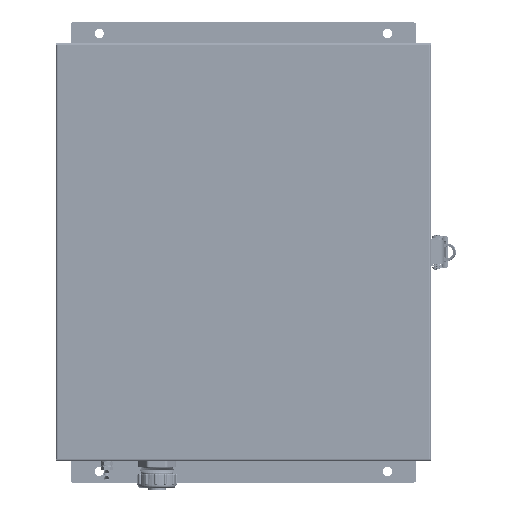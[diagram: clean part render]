
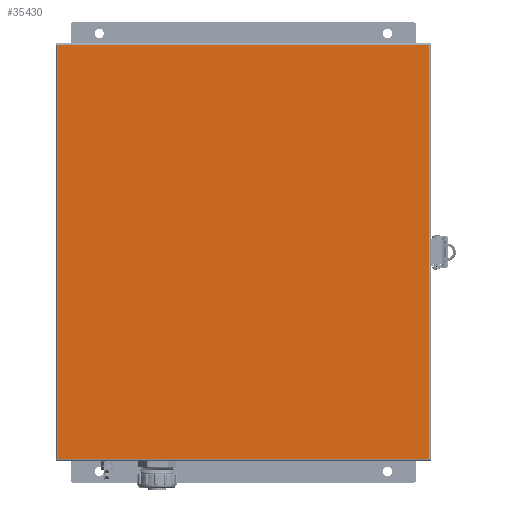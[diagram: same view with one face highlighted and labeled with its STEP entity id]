
A CAD part, top view. The second image highlights one B-rep face of the part: STEP entity #35430.
In plain terms, the highlighted planar face has unit normal (0, 0, 1).
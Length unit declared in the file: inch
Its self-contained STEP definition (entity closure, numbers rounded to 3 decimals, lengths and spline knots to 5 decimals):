
#2275 = AXIS2_PLACEMENT_3D ( 'NONE', #15644, #100697, #90059 ) ;
#7908 = DIRECTION ( 'NONE',  ( -1., 0., 0. ) ) ;
#9394 = CARTESIAN_POINT ( 'NONE',  ( -6.435, -7.185, 0. ) ) ;
#9960 = CARTESIAN_POINT ( 'NONE',  ( -6.435, 7.185, 0. ) ) ;
#10258 = VERTEX_POINT ( 'NONE', #9960 ) ;
#11703 = CARTESIAN_POINT ( 'NONE',  ( 6.435, 7.185, 0. ) ) ;
#13136 = VERTEX_POINT ( 'NONE', #60671 ) ;
#15644 = CARTESIAN_POINT ( 'NONE',  ( 0., 0., 0. ) ) ;
#18666 = VERTEX_POINT ( 'NONE', #9394 ) ;
#19235 = EDGE_CURVE ( 'NONE', #99012, #13136, #39494, .T. ) ;
#25952 = ORIENTED_EDGE ( 'NONE', *, *, #109334, .F. ) ;
#35430 = ADVANCED_FACE ( 'NONE', ( #90494 ), #67711, .T. ) ;
#36141 = VECTOR ( 'NONE', #83347, 39.37008 ) ;
#39494 = LINE ( 'NONE', #50417, #36141 ) ;
#47690 = DIRECTION ( 'NONE',  ( 1., 0., 0. ) ) ;
#50417 = CARTESIAN_POINT ( 'NONE',  ( 6.435, -7.185, 0. ) ) ;
#60671 = CARTESIAN_POINT ( 'NONE',  ( 6.435, -7.185, 0. ) ) ;
#66151 = LINE ( 'NONE', #133708, #96052 ) ;
#67200 = CARTESIAN_POINT ( 'NONE',  ( 6.5, 7.185, 0. ) ) ;
#67711 = PLANE ( 'NONE',  #2275 ) ;
#83347 = DIRECTION ( 'NONE',  ( 0., -1., 0. ) ) ;
#86446 = LINE ( 'NONE', #102433, #114656 ) ;
#90059 = DIRECTION ( 'NONE',  ( 1., 0., 0. ) ) ;
#90494 = FACE_OUTER_BOUND ( 'NONE', #129831, .T. ) ;
#91430 = ORIENTED_EDGE ( 'NONE', *, *, #104777, .F. ) ;
#96052 = VECTOR ( 'NONE', #7908, 39.37008 ) ;
#98815 = ORIENTED_EDGE ( 'NONE', *, *, #136528, .F. ) ;
#99012 = VERTEX_POINT ( 'NONE', #11703 ) ;
#99703 = VECTOR ( 'NONE', #47690, 39.37008 ) ;
#100697 = DIRECTION ( 'NONE',  ( 0., 0., 1. ) ) ;
#102433 = CARTESIAN_POINT ( 'NONE',  ( -6.435, 7.185, 0. ) ) ;
#103356 = DIRECTION ( 'NONE',  ( 0., 1., 0. ) ) ;
#104777 = EDGE_CURVE ( 'NONE', #13136, #18666, #66151, .T. ) ;
#109334 = EDGE_CURVE ( 'NONE', #10258, #99012, #122812, .T. ) ;
#114656 = VECTOR ( 'NONE', #103356, 39.37008 ) ;
#122812 = LINE ( 'NONE', #67200, #99703 ) ;
#129831 = EDGE_LOOP ( 'NONE', ( #91430, #135421, #25952, #98815 ) ) ;
#133708 = CARTESIAN_POINT ( 'NONE',  ( -6.5, -7.185, 0. ) ) ;
#135421 = ORIENTED_EDGE ( 'NONE', *, *, #19235, .F. ) ;
#136528 = EDGE_CURVE ( 'NONE', #18666, #10258, #86446, .T. ) ;
